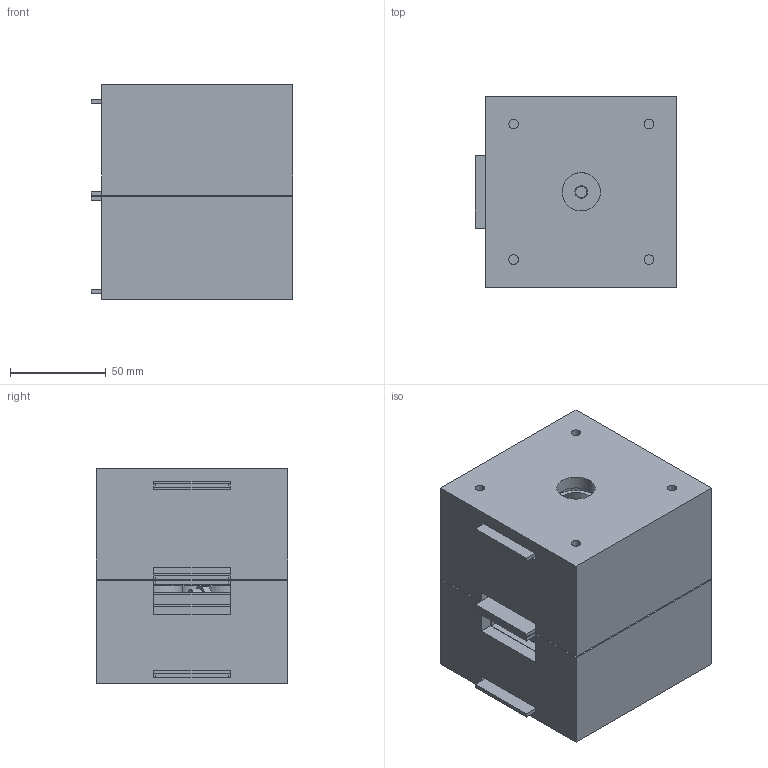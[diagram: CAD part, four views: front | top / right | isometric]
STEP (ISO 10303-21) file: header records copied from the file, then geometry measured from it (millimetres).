
FILE_DESCRIPTION(/* description */ (''),/* implementation_level */ '2;1');
FILE_NAME(/* name */ 'LEM_Versione_Ibrida_MIRION_AMETEK_VetoChannel_Loft.step',/* time_stamp */ '2023-09-04T14:27:00+02:00',/* author */ (''),/* organization */ (''),/* preprocessor_version */ 'ST-DEVELOPER v20',/* originating_system */ 'Autodesk Translation Framework v12.9.0.99',/* authorisation */ '');
FILE_SCHEMA (('AUTOMOTIVE_DESIGN { 1 0 10303 214 3 1 1 }'));
Length unit declared in the file: millimetre
Products named in the file (47): LEM_Versione_Ibrida_MIRION_AMETEK_VetoChannel_NoInterferenze; AlScrew (2) (4); AlBottom (4); Calo (4); AlCoverUpper (4); AlFrame_Thick (3) (4); AlScrew (1) (4); AlFrame_Thick (8); BakeliteBoardTop (4); AlScrew_Thick (4) (4); BakeliteCable_Thick (4) (4); BakeliteCable_Thick (3) (4); AlFrame_Thick (2) (4); AlFrame_Thin (2) (4); SiliconDetector_Thin (4) (4); AlFrame_Thin (1) (4); AlScrew_Thick (1) (4); BakeliteCable_Thick (2) (4); PlasticVetoBottom (4); BakeliteBoardMiddleUpper (4); SiliconDetector_Thick (1) (4); AlFrame_Thin (8); SiliconDetector_Thin (3) (4); SiliconDetector_Thin (1) (4); BakeliteCable_Thick (8); AlFrame_Thin (3) (4); AlFrame_Thin (4) (4); SiliconDetector_Thin (2) (4); AlScrew_Thick (3) (4); SiliconDetector_Thick (8); BakeliteBoardCalo (4); SiliconDetector_Thick (3) (4); SiliconDetector_Thin (8); SiliconDetector_Thick (4) (4); BakeliteCable_Thick (1) (4); AlScrew_Thick (8); AlScrew_Thick (2) (4); BakeliteBoardMiddleLower (4); BakeliteBoardBottom (4); AlCoverLower (4) ...
Assembly tree (46 placements, depth 2):
  LEM_Versione_Ibrida_MIRION_AMETEK_VetoChannel_NoInterferenze
    AlScrew (2) (4)
    AlBottom (4)
    Calo (4)
    AlCoverUpper (4)
    AlFrame_Thick (3) (4)
    AlScrew (1) (4)
    AlFrame_Thick (8)
    BakeliteBoardTop (4)
    AlScrew_Thick (4) (4)
    BakeliteCable_Thick (4) (4)
    BakeliteCable_Thick (3) (4)
    AlFrame_Thick (2) (4)
    AlFrame_Thin (2) (4)
    SiliconDetector_Thin (4) (4)
    AlFrame_Thin (1) (4)
    AlScrew_Thick (1) (4)
    BakeliteCable_Thick (2) (4)
    PlasticVetoBottom (4)
    BakeliteBoardMiddleUpper (4)
    SiliconDetector_Thick (1) (4)
    AlFrame_Thin (8)
    SiliconDetector_Thin (3) (4)
    SiliconDetector_Thin (1) (4)
    BakeliteCable_Thick (8)
    AlFrame_Thin (3) (4)
    AlFrame_Thin (4) (4)
    SiliconDetector_Thin (2) (4)
    AlScrew_Thick (3) (4)
    SiliconDetector_Thick (8)
    BakeliteBoardCalo (4)
    SiliconDetector_Thick (3) (4)
    SiliconDetector_Thin (8)
    SiliconDetector_Thick (4) (4)
    BakeliteCable_Thick (1) (4)
    AlScrew_Thick (8)
    AlScrew_Thick (2) (4)
    BakeliteBoardMiddleLower (4)
    BakeliteBoardBottom (4)
    AlCoverLower (4)
    AlTop (4)
    PlasticVetoTop (4)
    SiliconDetector_Thick (2) (4)
    AlScrew (7)
    AlFrame_Thick (1) (4)
    AlScrew (3) (4)
    AlFrame_Thick (4) (4)
Bounding box: 105.5 x 100 x 112.7 mm (x, y, z)
Volume: 899778.2 mm3; surface area: 339128 mm2
Topology: 46 solids, 46 shells, 469 faces, 1083 edges, 722 vertices
Faces by surface type: plane 309, cylinder 154, bspline 4, cone 2
Full cylindrical faces by diameter (mm): 4.4 x1, 4.492 x4, 4.98 x4, 5 x41, 5.092 x4, 7.6 x1, 8 x3, 9 x1, 12.8 x1, 13.2 x1, 13.4 x4, 13.8 x12, 14 x1, 14.863 x1, 15.2 x1, 15.8 x4, 16 x1, 16.2 x1, 17.4 x1, 19.4 x1, 20 x9, 21.931 x4, 22 x4, 22.8 x4, 23 x4, 24 x1, 24.1 x8, 26.1 x4
Entity records: 15451 total; most frequent: CARTESIAN_POINT 2614, DIRECTION 2525, ORIENTED_EDGE 2166, EDGE_CURVE 1083, AXIS2_PLACEMENT_3D 903, VERTEX_POINT 722, LINE 719, VECTOR 719
